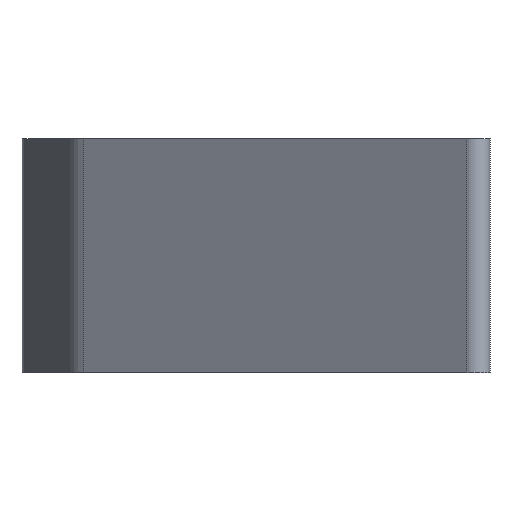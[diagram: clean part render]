
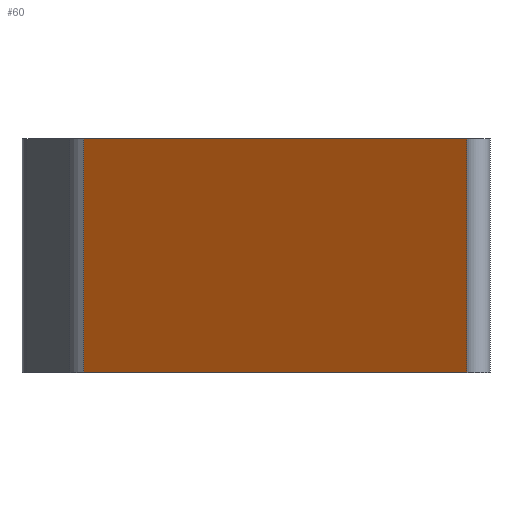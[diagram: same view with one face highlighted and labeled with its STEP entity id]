
A CAD part, left-side view. The second image highlights one B-rep face of the part: STEP entity #60.
In plain terms, the highlighted planar face has unit normal (-0.819, 0.574, 0).
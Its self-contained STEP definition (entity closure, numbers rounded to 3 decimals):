
#46=PLANE('',#356);
#60=ADVANCED_FACE('',(#82),#46,.T.);
#82=FACE_OUTER_BOUND('',#94,.T.);
#94=EDGE_LOOP('',(#193,#194,#195,#196));
#121=LINE('',#638,#145);
#122=LINE('',#642,#146);
#123=LINE('',#646,#147);
#124=LINE('',#647,#148);
#145=VECTOR('',#426,1.);
#146=VECTOR('',#431,1.);
#147=VECTOR('',#436,1.);
#148=VECTOR('',#437,1.);
#193=ORIENTED_EDGE('',*,*,#285,.F.);
#194=ORIENTED_EDGE('',*,*,#281,.F.);
#195=ORIENTED_EDGE('',*,*,#286,.F.);
#196=ORIENTED_EDGE('',*,*,#283,.T.);
#245=VERTEX_POINT('',#635);
#246=VERTEX_POINT('',#637);
#247=VERTEX_POINT('',#641);
#248=VERTEX_POINT('',#643);
#281=EDGE_CURVE('',#246,#245,#121,.T.);
#283=EDGE_CURVE('',#248,#247,#122,.T.);
#285=EDGE_CURVE('',#245,#247,#123,.T.);
#286=EDGE_CURVE('',#248,#246,#124,.T.);
#356=AXIS2_PLACEMENT_3D('',#648,#438,#439);
#426=DIRECTION('',(0.,0.,-1.));
#431=DIRECTION('',(0.,0.,-1.));
#436=DIRECTION('',(0.574,0.819,0.));
#437=DIRECTION('',(-0.574,-0.819,0.));
#438=DIRECTION('',(-0.819,0.574,0.));
#439=DIRECTION('',(0.,0.,1.));
#635=CARTESIAN_POINT('',(-11.761,-5.725,-6.35));
#637=CARTESIAN_POINT('',(-11.761,-5.725,0.));
#638=CARTESIAN_POINT('',(-11.761,-5.725,7.2));
#641=CARTESIAN_POINT('',(-4.479,4.675,-6.35));
#642=CARTESIAN_POINT('',(-4.479,4.675,0.));
#643=CARTESIAN_POINT('',(-4.479,4.675,0.));
#646=CARTESIAN_POINT('',(3.976,16.749,-6.35));
#647=CARTESIAN_POINT('',(3.976,16.749,0.));
#648=CARTESIAN_POINT('',(3.976,16.749,0.));
